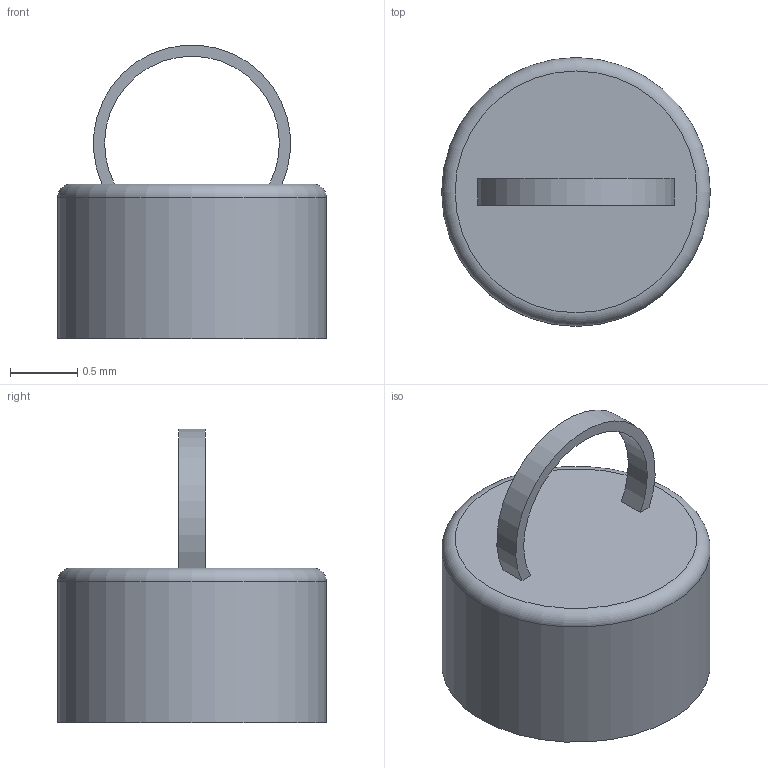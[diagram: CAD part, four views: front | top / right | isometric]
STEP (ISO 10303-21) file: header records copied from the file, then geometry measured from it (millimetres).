
FILE_DESCRIPTION(/* description */ (''),/* implementation_level */ '2;1');
FILE_NAME(/* name */ 'TP20R v4.step',/* time_stamp */ '2025-04-06T02:35:25+03:00',/* author */ (''),/* organization */ (''),/* preprocessor_version */ 'ST-DEVELOPER v20.1',/* originating_system */ 'Autodesk Translation Framework v14.4.0.0',/* authorisation */ '');
FILE_SCHEMA (('AUTOMOTIVE_DESIGN { 1 0 10303 214 3 1 1 }'));
Length unit declared in the file: millimetre
Products named in the file (1): TP20R
Bounding box: 2 x 2 x 2.18 mm (x, y, z)
Volume: 3.6 mm3; surface area: 14.8 mm2
Topology: 1 solids, 1 shells, 8 faces, 17 edges, 11 vertices
Faces by surface type: plane 4, cylinder 3, torus 1
Full cylindrical faces by diameter (mm): 2 x1
Entity records: 268 total; most frequent: DIRECTION 43, CARTESIAN_POINT 37, ORIENTED_EDGE 34, EDGE_CURVE 17, AXIS2_PLACEMENT_3D 17, VERTEX_POINT 11, EDGE_LOOP 10, LINE 9
